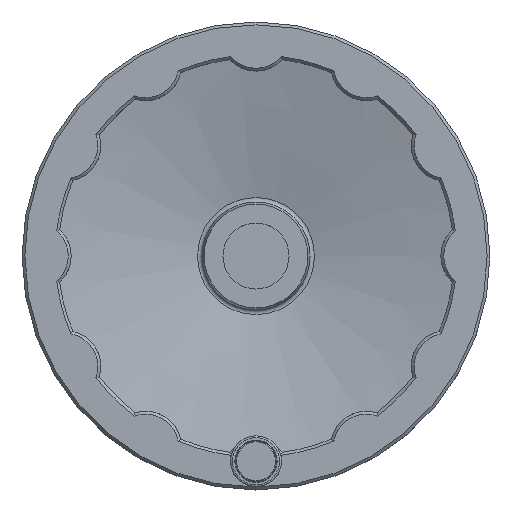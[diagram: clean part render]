
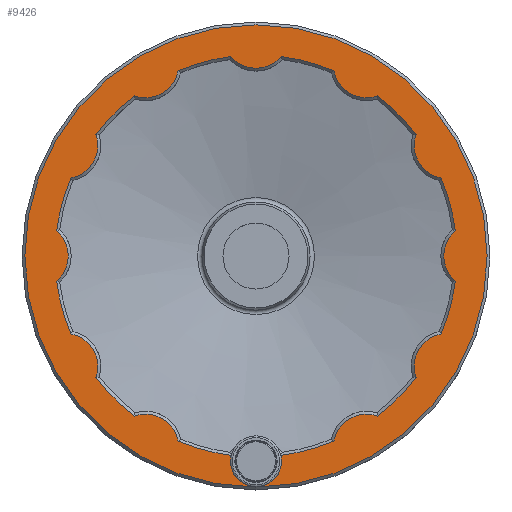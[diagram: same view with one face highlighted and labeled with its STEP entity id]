
A CAD part, top view. The second image highlights one B-rep face of the part: STEP entity #9426.
In plain terms, the highlighted planar face has unit normal (0, 0, 1).
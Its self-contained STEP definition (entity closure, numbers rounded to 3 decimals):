
#1086=PLANE('',#10087);
#1686=ORIENTED_EDGE('',*,*,#3517,.F.);
#1687=ORIENTED_EDGE('',*,*,#3454,.T.);
#1688=ORIENTED_EDGE('',*,*,#3448,.F.);
#1689=ORIENTED_EDGE('',*,*,#3442,.T.);
#1690=ORIENTED_EDGE('',*,*,#3436,.F.);
#1691=ORIENTED_EDGE('',*,*,#3430,.T.);
#1692=ORIENTED_EDGE('',*,*,#3424,.F.);
#1693=ORIENTED_EDGE('',*,*,#3418,.T.);
#1694=ORIENTED_EDGE('',*,*,#3412,.F.);
#1695=ORIENTED_EDGE('',*,*,#3406,.T.);
#1696=ORIENTED_EDGE('',*,*,#3400,.F.);
#1697=ORIENTED_EDGE('',*,*,#3402,.T.);
#1698=ORIENTED_EDGE('',*,*,#3408,.F.);
#1699=ORIENTED_EDGE('',*,*,#3414,.T.);
#1700=ORIENTED_EDGE('',*,*,#3420,.F.);
#1701=ORIENTED_EDGE('',*,*,#3426,.T.);
#1702=ORIENTED_EDGE('',*,*,#3432,.F.);
#1703=ORIENTED_EDGE('',*,*,#3438,.T.);
#1704=ORIENTED_EDGE('',*,*,#3444,.F.);
#1705=ORIENTED_EDGE('',*,*,#3450,.T.);
#1706=ORIENTED_EDGE('',*,*,#3458,.F.);
#1707=ORIENTED_EDGE('',*,*,#3464,.T.);
#1708=ORIENTED_EDGE('',*,*,#3470,.F.);
#1709=ORIENTED_EDGE('',*,*,#3468,.T.);
#1710=ORIENTED_EDGE('',*,*,#3462,.F.);
#1711=ORIENTED_EDGE('',*,*,#3456,.T.);
#1712=ORIENTED_EDGE('',*,*,#3472,.T.);
#3400=EDGE_CURVE('',#4320,#4318,#4796,.T.);
#3402=EDGE_CURVE('',#4320,#4322,#4797,.T.);
#3406=EDGE_CURVE('',#4323,#4318,#4800,.T.);
#3408=EDGE_CURVE('',#4325,#4322,#4801,.T.);
#3412=EDGE_CURVE('',#4323,#4328,#4804,.T.);
#3414=EDGE_CURVE('',#4325,#4330,#4805,.T.);
#3418=EDGE_CURVE('',#4331,#4328,#4808,.T.);
#3420=EDGE_CURVE('',#4333,#4330,#4809,.T.);
#3424=EDGE_CURVE('',#4331,#4336,#4812,.T.);
#3426=EDGE_CURVE('',#4333,#4338,#4813,.T.);
#3430=EDGE_CURVE('',#4339,#4336,#4816,.T.);
#3432=EDGE_CURVE('',#4342,#4338,#4817,.T.);
#3436=EDGE_CURVE('',#4339,#4344,#4820,.T.);
#3438=EDGE_CURVE('',#4342,#4346,#4821,.T.);
#3442=EDGE_CURVE('',#4348,#4344,#4824,.T.);
#3444=EDGE_CURVE('',#4350,#4346,#4825,.T.);
#3448=EDGE_CURVE('',#4348,#4352,#4828,.T.);
#3450=EDGE_CURVE('',#4350,#4354,#4829,.T.);
#3454=EDGE_CURVE('',#4357,#4352,#4832,.T.);
#3456=EDGE_CURVE('',#4356,#4358,#4834,.T.);
#3458=EDGE_CURVE('',#4360,#4354,#4835,.T.);
#3462=EDGE_CURVE('',#4356,#4362,#4838,.T.);
#3464=EDGE_CURVE('',#4360,#4364,#4839,.T.);
#3468=EDGE_CURVE('',#4366,#4362,#4842,.T.);
#3470=EDGE_CURVE('',#4366,#4364,#4844,.T.);
#3472=EDGE_CURVE('',#4368,#4368,#4846,.T.);
#3517=EDGE_CURVE('',#4357,#4358,#4855,.T.);
#4318=VERTEX_POINT('',#13369);
#4320=VERTEX_POINT('',#13376);
#4322=VERTEX_POINT('',#13384);
#4323=VERTEX_POINT('',#13392);
#4325=VERTEX_POINT('',#13401);
#4328=VERTEX_POINT('',#13411);
#4330=VERTEX_POINT('',#13420);
#4331=VERTEX_POINT('',#13428);
#4333=VERTEX_POINT('',#13437);
#4336=VERTEX_POINT('',#13447);
#4338=VERTEX_POINT('',#13456);
#4339=VERTEX_POINT('',#13464);
#4342=VERTEX_POINT('',#13474);
#4344=VERTEX_POINT('',#13483);
#4346=VERTEX_POINT('',#13492);
#4348=VERTEX_POINT('',#13501);
#4350=VERTEX_POINT('',#13510);
#4352=VERTEX_POINT('',#13519);
#4354=VERTEX_POINT('',#13528);
#4356=VERTEX_POINT('',#13537);
#4357=VERTEX_POINT('',#13540);
#4358=VERTEX_POINT('',#13542);
#4360=VERTEX_POINT('',#13550);
#4362=VERTEX_POINT('',#13559);
#4364=VERTEX_POINT('',#13568);
#4366=VERTEX_POINT('',#13577);
#4368=VERTEX_POINT('',#13587);
#4796=CIRCLE('',#9983,106.5);
#4797=CIRCLE('',#9985,17.5);
#4800=CIRCLE('',#9989,17.5);
#4801=CIRCLE('',#9991,106.5);
#4804=CIRCLE('',#9995,106.5);
#4805=CIRCLE('',#9997,17.5);
#4808=CIRCLE('',#10001,17.5);
#4809=CIRCLE('',#10003,106.5);
#4812=CIRCLE('',#10007,106.5);
#4813=CIRCLE('',#10009,17.5);
#4816=CIRCLE('',#10013,17.5);
#4817=CIRCLE('',#10015,106.5);
#4820=CIRCLE('',#10019,106.5);
#4821=CIRCLE('',#10021,17.5);
#4824=CIRCLE('',#10025,17.5);
#4825=CIRCLE('',#10027,106.5);
#4828=CIRCLE('',#10031,106.5);
#4829=CIRCLE('',#10033,17.5);
#4832=CIRCLE('',#10037,17.5);
#4834=CIRCLE('',#10039,17.5);
#4835=CIRCLE('',#10041,106.5);
#4838=CIRCLE('',#10045,106.5);
#4839=CIRCLE('',#10047,17.5);
#4842=CIRCLE('',#10051,17.5);
#4844=CIRCLE('',#10054,106.5);
#4846=CIRCLE('',#10057,122.5);
#4855=CIRCLE('',#10088,9.829);
#5257=EDGE_LOOP('',(#1686,#1687,#1688,#1689,#1690,#1691,#1692,#1693,#1694,
#1695,#1696,#1697,#1698,#1699,#1700,#1701,#1702,#1703,#1704,#1705,#1706,
#1707,#1708,#1709,#1710,#1711));
#5258=EDGE_LOOP('',(#1712));
#5771=FACE_BOUND('',#5257,.T.);
#5772=FACE_BOUND('',#5258,.T.);
#9426=ADVANCED_FACE('',(#5771,#5772),#1086,.T.);
#9983=AXIS2_PLACEMENT_3D('',#13377,#11204,#11205);
#9985=AXIS2_PLACEMENT_3D('',#13385,#11208,#11209);
#9989=AXIS2_PLACEMENT_3D('',#13395,#11216,#11217);
#9991=AXIS2_PLACEMENT_3D('',#13403,#11220,#11221);
#9995=AXIS2_PLACEMENT_3D('',#13413,#11228,#11229);
#9997=AXIS2_PLACEMENT_3D('',#13421,#11232,#11233);
#10001=AXIS2_PLACEMENT_3D('',#13431,#11240,#11241);
#10003=AXIS2_PLACEMENT_3D('',#13439,#11244,#11245);
#10007=AXIS2_PLACEMENT_3D('',#13449,#11252,#11253);
#10009=AXIS2_PLACEMENT_3D('',#13457,#11256,#11257);
#10013=AXIS2_PLACEMENT_3D('',#13467,#11264,#11265);
#10015=AXIS2_PLACEMENT_3D('',#13475,#11268,#11269);
#10019=AXIS2_PLACEMENT_3D('',#13485,#11276,#11277);
#10021=AXIS2_PLACEMENT_3D('',#13493,#11280,#11281);
#10025=AXIS2_PLACEMENT_3D('',#13503,#11288,#11289);
#10027=AXIS2_PLACEMENT_3D('',#13511,#11292,#11293);
#10031=AXIS2_PLACEMENT_3D('',#13521,#11300,#11301);
#10033=AXIS2_PLACEMENT_3D('',#13529,#11304,#11305);
#10037=AXIS2_PLACEMENT_3D('',#13539,#11312,#11313);
#10039=AXIS2_PLACEMENT_3D('',#13543,#11316,#11317);
#10041=AXIS2_PLACEMENT_3D('',#13551,#11320,#11321);
#10045=AXIS2_PLACEMENT_3D('',#13561,#11328,#11329);
#10047=AXIS2_PLACEMENT_3D('',#13569,#11332,#11333);
#10051=AXIS2_PLACEMENT_3D('',#13579,#11340,#11341);
#10054=AXIS2_PLACEMENT_3D('',#13582,#11346,#11347);
#10057=AXIS2_PLACEMENT_3D('',#13586,#11352,#11353);
#10087=AXIS2_PLACEMENT_3D('',#13809,#11436,#11437);
#10088=AXIS2_PLACEMENT_3D('',#13810,#11438,#11439);
#11204=DIRECTION('',(0.,0.,1.));
#11205=DIRECTION('',(1.,0.,0.));
#11208=DIRECTION('',(0.,0.,1.));
#11209=DIRECTION('',(1.,0.,0.));
#11216=DIRECTION('',(0.,0.,1.));
#11217=DIRECTION('',(1.,0.,0.));
#11220=DIRECTION('',(0.,0.,1.));
#11221=DIRECTION('',(1.,0.,0.));
#11228=DIRECTION('',(0.,0.,1.));
#11229=DIRECTION('',(1.,0.,0.));
#11232=DIRECTION('',(0.,0.,1.));
#11233=DIRECTION('',(1.,0.,0.));
#11240=DIRECTION('',(0.,0.,1.));
#11241=DIRECTION('',(1.,0.,0.));
#11244=DIRECTION('',(0.,0.,1.));
#11245=DIRECTION('',(1.,0.,0.));
#11252=DIRECTION('',(0.,0.,1.));
#11253=DIRECTION('',(1.,0.,0.));
#11256=DIRECTION('',(0.,0.,1.));
#11257=DIRECTION('',(1.,0.,0.));
#11264=DIRECTION('',(0.,0.,1.));
#11265=DIRECTION('',(1.,0.,0.));
#11268=DIRECTION('',(0.,0.,1.));
#11269=DIRECTION('',(1.,0.,0.));
#11276=DIRECTION('',(0.,0.,1.));
#11277=DIRECTION('',(1.,0.,0.));
#11280=DIRECTION('',(0.,0.,1.));
#11281=DIRECTION('',(1.,0.,0.));
#11288=DIRECTION('',(0.,0.,1.));
#11289=DIRECTION('',(1.,0.,0.));
#11292=DIRECTION('',(0.,0.,1.));
#11293=DIRECTION('',(1.,0.,0.));
#11300=DIRECTION('',(0.,0.,1.));
#11301=DIRECTION('',(1.,0.,0.));
#11304=DIRECTION('',(0.,0.,1.));
#11305=DIRECTION('',(1.,0.,0.));
#11312=DIRECTION('',(0.,0.,1.));
#11313=DIRECTION('',(1.,0.,0.));
#11316=DIRECTION('',(0.,0.,1.));
#11317=DIRECTION('',(1.,0.,0.));
#11320=DIRECTION('',(0.,0.,1.));
#11321=DIRECTION('',(1.,0.,0.));
#11328=DIRECTION('',(0.,0.,1.));
#11329=DIRECTION('',(1.,0.,0.));
#11332=DIRECTION('',(0.,0.,1.));
#11333=DIRECTION('',(1.,0.,0.));
#11340=DIRECTION('',(0.,0.,1.));
#11341=DIRECTION('',(1.,0.,0.));
#11346=DIRECTION('',(0.,0.,1.));
#11347=DIRECTION('',(1.,0.,0.));
#11352=DIRECTION('',(0.,0.,1.));
#11353=DIRECTION('',(1.,0.,0.));
#11436=DIRECTION('',(0.,0.,1.));
#11437=DIRECTION('',(1.,0.,0.));
#11438=DIRECTION('',(0.,0.,1.));
#11439=DIRECTION('',(0.,1.,0.));
#13369=CARTESIAN_POINT('',(-84.841,64.376,17.));
#13376=CARTESIAN_POINT('',(-64.376,84.841,17.));
#13377=CARTESIAN_POINT('',(0.,0.,17.));
#13384=CARTESIAN_POINT('',(-41.286,98.172,17.));
#13385=CARTESIAN_POINT('',(-58.5,101.325,17.));
#13392=CARTESIAN_POINT('',(-98.172,41.286,17.));
#13395=CARTESIAN_POINT('',(-101.325,58.5,17.));
#13401=CARTESIAN_POINT('',(-13.331,105.662,17.));
#13403=CARTESIAN_POINT('',(0.,0.,17.));
#13411=CARTESIAN_POINT('',(-105.662,13.331,17.));
#13413=CARTESIAN_POINT('',(0.,0.,17.));
#13420=CARTESIAN_POINT('',(13.331,105.662,17.));
#13421=CARTESIAN_POINT('',(0.,117.,17.));
#13428=CARTESIAN_POINT('',(-105.662,-13.331,17.));
#13431=CARTESIAN_POINT('',(-117.,0.,17.));
#13437=CARTESIAN_POINT('',(41.286,98.172,17.));
#13439=CARTESIAN_POINT('',(0.,0.,17.));
#13447=CARTESIAN_POINT('',(-98.172,-41.286,17.));
#13449=CARTESIAN_POINT('',(0.,0.,17.));
#13456=CARTESIAN_POINT('',(64.376,84.841,17.));
#13457=CARTESIAN_POINT('',(58.5,101.325,17.));
#13464=CARTESIAN_POINT('',(-84.841,-64.376,17.));
#13467=CARTESIAN_POINT('',(-101.325,-58.5,17.));
#13474=CARTESIAN_POINT('',(84.841,64.376,17.));
#13475=CARTESIAN_POINT('',(0.,0.,17.));
#13483=CARTESIAN_POINT('',(-64.376,-84.841,17.));
#13485=CARTESIAN_POINT('',(0.,0.,17.));
#13492=CARTESIAN_POINT('',(98.172,41.286,17.));
#13493=CARTESIAN_POINT('',(101.325,58.5,17.));
#13501=CARTESIAN_POINT('',(-41.286,-98.172,17.));
#13503=CARTESIAN_POINT('',(-58.5,-101.325,17.));
#13510=CARTESIAN_POINT('',(105.662,13.331,17.));
#13511=CARTESIAN_POINT('',(0.,0.,17.));
#13519=CARTESIAN_POINT('',(-13.331,-105.662,17.));
#13521=CARTESIAN_POINT('',(0.,0.,17.));
#13528=CARTESIAN_POINT('',(105.662,-13.331,17.));
#13529=CARTESIAN_POINT('',(117.,0.,17.));
#13537=CARTESIAN_POINT('',(13.331,-105.662,17.));
#13539=CARTESIAN_POINT('',(0.,-117.,17.));
#13540=CARTESIAN_POINT('',(-3.706,-99.897,17.));
#13542=CARTESIAN_POINT('',(3.706,-99.897,17.));
#13543=CARTESIAN_POINT('',(0.,-117.,17.));
#13550=CARTESIAN_POINT('',(98.172,-41.286,17.));
#13551=CARTESIAN_POINT('',(0.,0.,17.));
#13559=CARTESIAN_POINT('',(41.286,-98.172,17.));
#13561=CARTESIAN_POINT('',(0.,0.,17.));
#13568=CARTESIAN_POINT('',(84.841,-64.376,17.));
#13569=CARTESIAN_POINT('',(101.325,-58.5,17.));
#13577=CARTESIAN_POINT('',(64.376,-84.841,17.));
#13579=CARTESIAN_POINT('',(58.5,-101.325,17.));
#13582=CARTESIAN_POINT('',(0.,0.,17.));
#13586=CARTESIAN_POINT('',(0.,0.,17.));
#13587=CARTESIAN_POINT('',(122.5,0.,17.));
#13809=CARTESIAN_POINT('',(0.,58.5,17.));
#13810=CARTESIAN_POINT('',(0.,-109.,17.));
